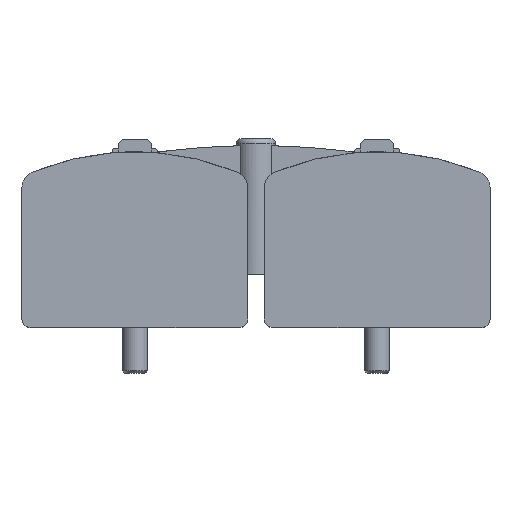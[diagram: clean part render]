
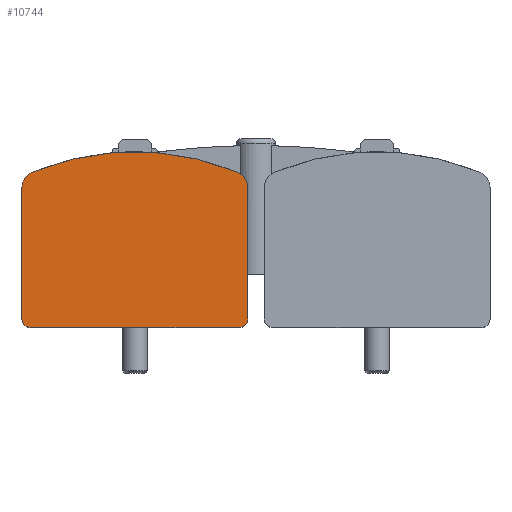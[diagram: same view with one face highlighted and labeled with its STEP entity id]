
A CAD part, top view. The second image highlights one B-rep face of the part: STEP entity #10744.
In plain terms, the highlighted planar face has unit normal (0, 0, 1).
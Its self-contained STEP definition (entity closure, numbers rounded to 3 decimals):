
#153=PLANE('',#11383);
#633=LINE('',#15548,#1409);
#678=LINE('',#15686,#1454);
#679=LINE('',#15692,#1455);
#1409=VECTOR('',#12650,1000.);
#1454=VECTOR('',#12735,1000.);
#1455=VECTOR('',#12744,1000.);
#2801=ORIENTED_EDGE('',*,*,#4936,.T.);
#2802=ORIENTED_EDGE('',*,*,#4959,.T.);
#2803=ORIENTED_EDGE('',*,*,#4958,.T.);
#2804=ORIENTED_EDGE('',*,*,#4960,.T.);
#2805=ORIENTED_EDGE('',*,*,#4895,.T.);
#2806=ORIENTED_EDGE('',*,*,#4961,.T.);
#2807=ORIENTED_EDGE('',*,*,#4962,.T.);
#2808=ORIENTED_EDGE('',*,*,#4963,.T.);
#4895=EDGE_CURVE('',#6036,#6035,#633,.T.);
#4936=EDGE_CURVE('',#6077,#6076,#6684,.T.);
#4958=EDGE_CURVE('',#6094,#6096,#678,.T.);
#4959=EDGE_CURVE('',#6076,#6094,#6690,.T.);
#4960=EDGE_CURVE('',#6096,#6036,#6691,.T.);
#4961=EDGE_CURVE('',#6035,#6097,#6692,.T.);
#4962=EDGE_CURVE('',#6097,#6098,#679,.T.);
#4963=EDGE_CURVE('',#6098,#6077,#6693,.T.);
#6035=VERTEX_POINT('',#15547);
#6036=VERTEX_POINT('',#15549);
#6076=VERTEX_POINT('',#15641);
#6077=VERTEX_POINT('',#15643);
#6094=VERTEX_POINT('',#15681);
#6096=VERTEX_POINT('',#15685);
#6097=VERTEX_POINT('',#15691);
#6098=VERTEX_POINT('',#15693);
#6684=CIRCLE('',#11375,31.875);
#6690=CIRCLE('',#11384,2.);
#6691=CIRCLE('',#11385,1.);
#6692=CIRCLE('',#11386,1.);
#6693=CIRCLE('',#11387,2.);
#7120=EDGE_LOOP('',(#2801,#2802,#2803,#2804,#2805,#2806,#2807,#2808));
#7709=FACE_BOUND('',#7120,.T.);
#10744=ADVANCED_FACE('',(#7709),#153,.T.);
#11375=AXIS2_PLACEMENT_3D('',#15642,#12703,#12704);
#11383=AXIS2_PLACEMENT_3D('',#15687,#12736,#12737);
#11384=AXIS2_PLACEMENT_3D('',#15688,#12738,#12739);
#11385=AXIS2_PLACEMENT_3D('',#15689,#12740,#12741);
#11386=AXIS2_PLACEMENT_3D('',#15690,#12742,#12743);
#11387=AXIS2_PLACEMENT_3D('',#15694,#12745,#12746);
#12650=DIRECTION('',(1.,0.,0.));
#12703=DIRECTION('',(0.,0.,1.));
#12704=DIRECTION('',(1.,0.,0.));
#12735=DIRECTION('',(0.,-1.,0.));
#12736=DIRECTION('',(0.,0.,1.));
#12737=DIRECTION('',(1.,0.,0.));
#12738=DIRECTION('',(0.,0.,1.));
#12739=DIRECTION('',(1.,0.,0.));
#12740=DIRECTION('',(0.,0.,1.));
#12741=DIRECTION('',(1.,0.,0.));
#12742=DIRECTION('',(0.,0.,1.));
#12743=DIRECTION('',(1.,0.,0.));
#12744=DIRECTION('',(0.,1.,0.));
#12745=DIRECTION('',(0.,0.,1.));
#12746=DIRECTION('',(1.,0.,0.));
#15547=CARTESIAN_POINT('',(12.5,0.,13.5));
#15548=CARTESIAN_POINT('',(-12.5,0.,13.5));
#15549=CARTESIAN_POINT('',(-12.5,0.,13.5));
#15641=CARTESIAN_POINT('',(-12.27,18.544,13.5));
#15642=CARTESIAN_POINT('',(0.,-10.875,13.5));
#15643=CARTESIAN_POINT('',(12.27,18.544,13.5));
#15681=CARTESIAN_POINT('',(-13.5,16.698,13.5));
#15685=CARTESIAN_POINT('',(-13.5,1.,13.5));
#15686=CARTESIAN_POINT('',(-13.5,22.5,13.5));
#15687=CARTESIAN_POINT('',(-12.5,1.,13.5));
#15688=CARTESIAN_POINT('',(-11.5,16.698,13.5));
#15689=CARTESIAN_POINT('',(-12.5,1.,13.5));
#15690=CARTESIAN_POINT('',(12.5,1.,13.5));
#15691=CARTESIAN_POINT('',(13.5,1.,13.5));
#15692=CARTESIAN_POINT('',(13.5,1.,13.5));
#15693=CARTESIAN_POINT('',(13.5,16.698,13.5));
#15694=CARTESIAN_POINT('',(11.5,16.698,13.5));
